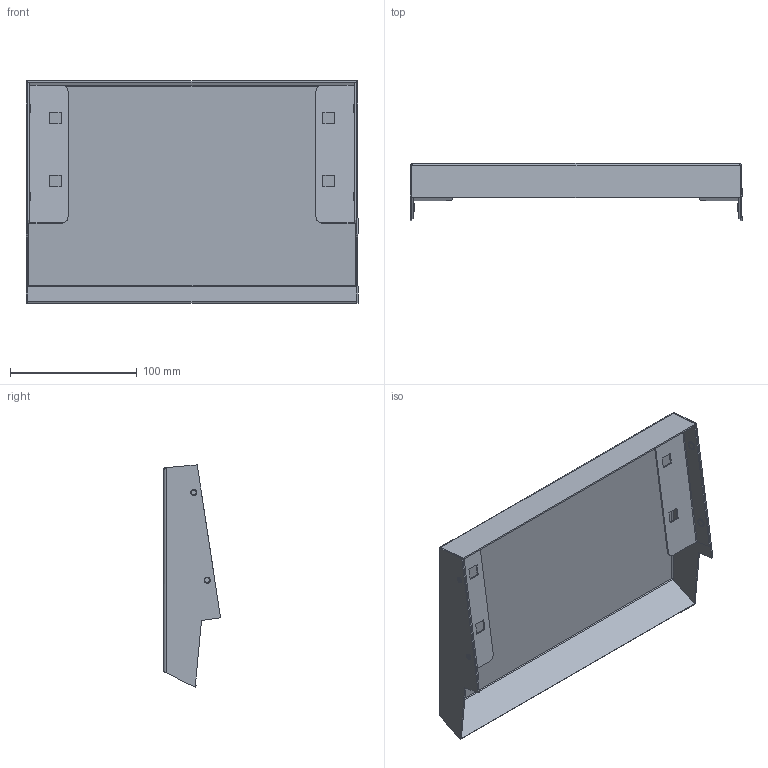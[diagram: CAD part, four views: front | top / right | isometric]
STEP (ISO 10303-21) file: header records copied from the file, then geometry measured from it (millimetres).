
FILE_DESCRIPTION (( 'STEP AP203' ), '1' );
FILE_NAME ('R5TT091.STEP', '2018-01-25T12:32:09', ( '' ), ( '' ), 'SwSTEP 2.0', 'SolidWorks 2017', '' );
FILE_SCHEMA (( 'CONFIG_CONTROL_DESIGN' ));
Length unit declared in the file: millimetre
Products named in the file (4): RB.0537.00.02.0_-00 clinch; MirrorRB.0537.00.02.0_-00 clinch; RB.0537.00.01.0_-00 clinch; R5TT091
Assembly tree (3 placements, depth 2):
  R5TT091
    RB.0537.00.01.0_-00 clinch
    RB.0537.00.02.0_-00 clinch
    MirrorRB.0537.00.02.0_-00 clinch
Bounding box: 262 x 45 x 175.44 mm (x, y, z)
Volume: 91366.7 mm3; surface area: 154970 mm2
Topology: 3 solids, 3 shells, 236 faces, 506 edges, 292 vertices
Faces by surface type: torus 88, plane 84, cone 40, cylinder 16, bspline 8
Entity records: 7038 total; most frequent: CARTESIAN_POINT 1394, DIRECTION 1218, ORIENTED_EDGE 1012, AXIS2_PLACEMENT_3D 506, EDGE_CURVE 506, VERTEX_POINT 292, CIRCLE 272, EDGE_LOOP 260
